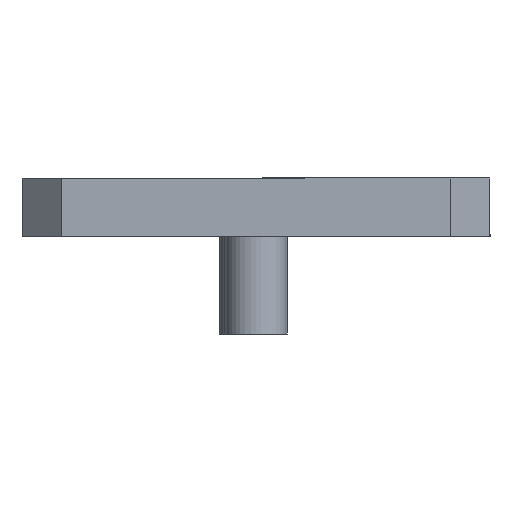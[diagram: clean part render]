
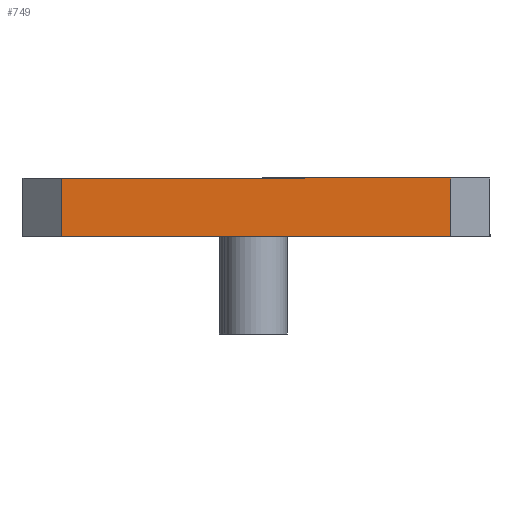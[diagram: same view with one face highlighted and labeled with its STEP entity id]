
A CAD part, left-side view. The second image highlights one B-rep face of the part: STEP entity #749.
In plain terms, the highlighted planar face has unit normal (-1, 0, 0).
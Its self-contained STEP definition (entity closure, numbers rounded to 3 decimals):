
#33=PLANE('',#812);
#77=FACE_OUTER_BOUND('',#123,.T.);
#123=EDGE_LOOP('',(#567,#568,#569,#570));
#176=LINE('',#1086,#274);
#182=LINE('',#1097,#280);
#183=LINE('',#1100,#281);
#184=LINE('',#1101,#282);
#274=VECTOR('',#886,10.);
#280=VECTOR('',#894,10.);
#281=VECTOR('',#897,10.);
#282=VECTOR('',#898,10.);
#376=VERTEX_POINT('',#1083);
#377=VERTEX_POINT('',#1085);
#381=VERTEX_POINT('',#1095);
#382=VERTEX_POINT('',#1099);
#448=EDGE_CURVE('',#376,#377,#176,.T.);
#454=EDGE_CURVE('',#381,#376,#182,.T.);
#455=EDGE_CURVE('',#382,#381,#183,.T.);
#456=EDGE_CURVE('',#377,#382,#184,.T.);
#567=ORIENTED_EDGE('',*,*,#454,.F.);
#568=ORIENTED_EDGE('',*,*,#455,.F.);
#569=ORIENTED_EDGE('',*,*,#456,.F.);
#570=ORIENTED_EDGE('',*,*,#448,.F.);
#749=ADVANCED_FACE('',(#77),#33,.F.);
#812=AXIS2_PLACEMENT_3D('',#1098,#895,#896);
#886=DIRECTION('',(0.,1.,0.));
#894=DIRECTION('',(0.,0.,-1.));
#895=DIRECTION('center_axis',(1.,0.,0.));
#896=DIRECTION('ref_axis',(0.,0.,1.));
#897=DIRECTION('',(0.,-1.,0.));
#898=DIRECTION('',(0.,0.,1.));
#1083=CARTESIAN_POINT('',(19.932,86.686,10.5));
#1085=CARTESIAN_POINT('',(19.932,106.686,10.5));
#1086=CARTESIAN_POINT('',(19.932,96.686,10.5));
#1095=CARTESIAN_POINT('',(19.932,86.686,13.5));
#1097=CARTESIAN_POINT('',(19.932,86.686,12.));
#1098=CARTESIAN_POINT('Origin',(19.932,96.686,12.));
#1099=CARTESIAN_POINT('',(19.932,106.686,13.5));
#1100=CARTESIAN_POINT('',(19.932,96.686,13.5));
#1101=CARTESIAN_POINT('',(19.932,106.686,12.));
